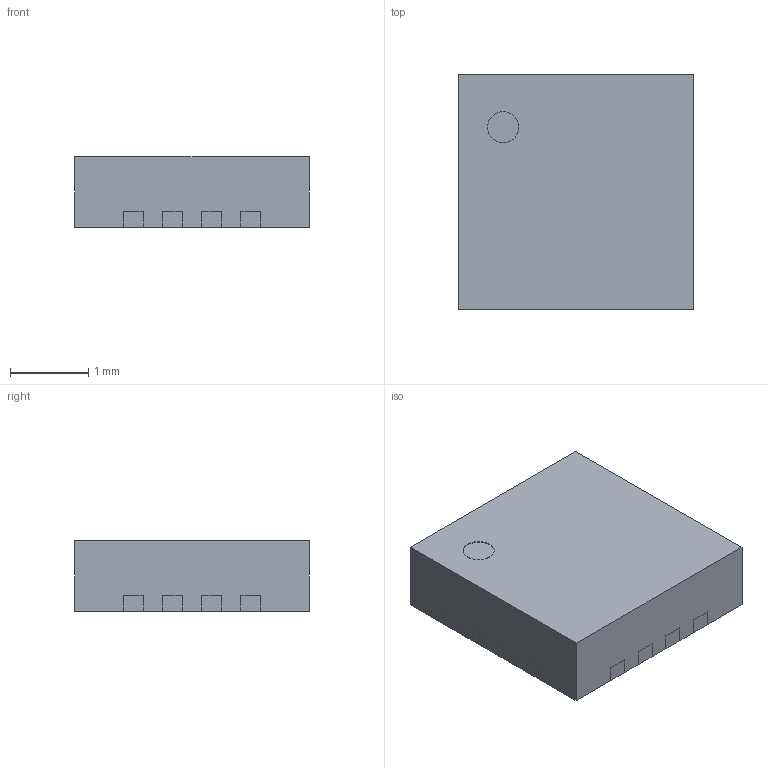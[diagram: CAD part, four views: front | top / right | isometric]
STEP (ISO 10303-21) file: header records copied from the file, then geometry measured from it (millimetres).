
FILE_DESCRIPTION (( 'STEP AP214' ), '1' );
FILE_NAME ('MP8858GQ.STEP', '2022-07-11T07:13:05', ( '' ), ( '' ), 'SwSTEP 2.0', 'SolidWorks 2017', '' );
FILE_SCHEMA (( 'AUTOMOTIVE_DESIGN' ));
Length unit declared in the file: millimetre
Products named in the file (1): MP8858GQ
Bounding box: 3 x 3 x 0.9 mm (x, y, z)
Volume: 8.1 mm3; surface area: 53.6 mm2
Topology: 17 solids, 17 shells, 825 faces, 2256 edges, 1504 vertices
Faces by surface type: plane 515, cylinder 310
Entity records: 31086 total; most frequent: CARTESIAN_POINT 4604, DIRECTION 4524, ORIENTED_EDGE 4512, EDGE_CURVE 2256, VECTOR 1628, LINE 1628, VERTEX_POINT 1504, AXIS2_PLACEMENT_3D 1448
